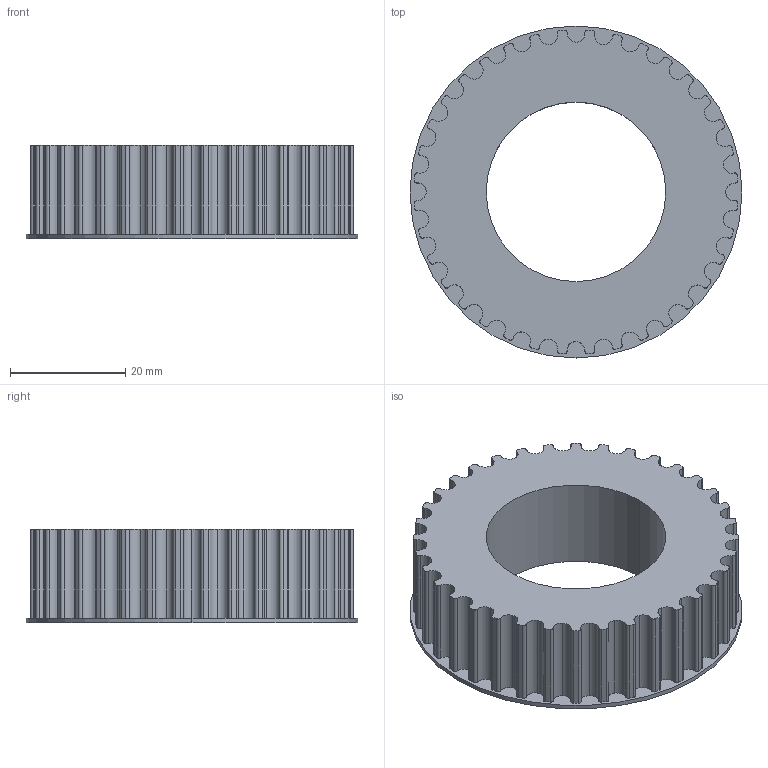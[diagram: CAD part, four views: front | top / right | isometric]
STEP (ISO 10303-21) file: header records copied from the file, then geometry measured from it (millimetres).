
FILE_DESCRIPTION (( 'STEP AP203' ), '1' );
FILE_NAME ('36thtd5m.STEP', '2018-08-02T06:10:29', ( '' ), ( '' ), 'SwSTEP 2.0', 'SolidWorks 2017', '' );
FILE_SCHEMA (( 'CONFIG_CONTROL_DESIGN' ));
Length unit declared in the file: millimetre
Products named in the file (1): 36thtd5m
Bounding box: 57.49 x 57.49 x 16.15 mm (x, y, z)
Volume: 24681.3 mm3; surface area: 9494.6 mm2
Topology: 1 solids, 1 shells, 226 faces, 669 edges, 446 vertices
Faces by surface type: cylinder 223, plane 3
Entity records: 7920 total; most frequent: DIRECTION 1569, CARTESIAN_POINT 1342, ORIENTED_EDGE 1338, AXIS2_PLACEMENT_3D 673, EDGE_CURVE 669, CIRCLE 446, VERTEX_POINT 446, EDGE_LOOP 229
